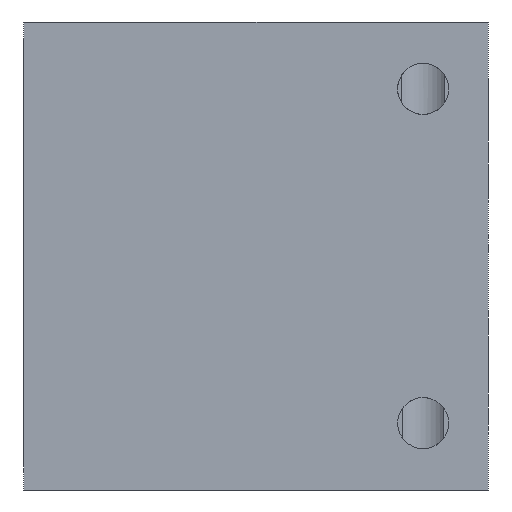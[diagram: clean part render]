
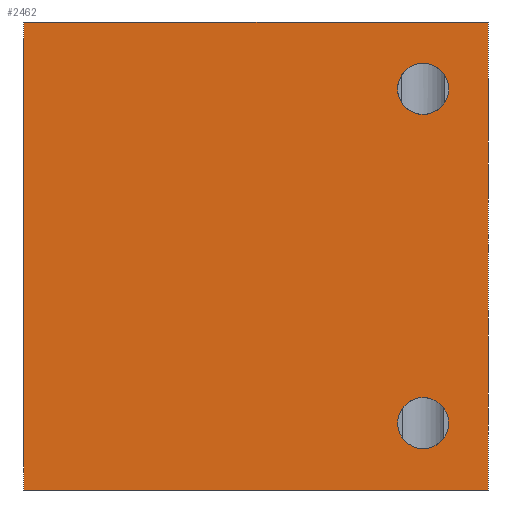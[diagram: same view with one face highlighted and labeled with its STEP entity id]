
A CAD part, front view. The second image highlights one B-rep face of the part: STEP entity #2462.
In plain terms, the highlighted planar face has unit normal (0, -1, 0).
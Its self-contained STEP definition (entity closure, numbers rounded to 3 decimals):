
#61=LINE('',#3807,#277);
#75=LINE('',#3834,#291);
#91=LINE('',#3870,#307);
#109=LINE('',#3987,#325);
#277=VECTOR('',#2966,1000.);
#291=VECTOR('',#2982,1000.);
#307=VECTOR('',#3006,1000.);
#325=VECTOR('',#3110,1000.);
#473=PLANE('',#2682);
#704=ORIENTED_EDGE('',*,*,#1389,.F.);
#705=ORIENTED_EDGE('',*,*,#1390,.F.);
#706=ORIENTED_EDGE('',*,*,#1299,.T.);
#707=ORIENTED_EDGE('',*,*,#1391,.F.);
#708=ORIENTED_EDGE('',*,*,#1313,.F.);
#709=ORIENTED_EDGE('',*,*,#1332,.T.);
#1299=EDGE_CURVE('',#1647,#1646,#61,.T.);
#1313=EDGE_CURVE('',#1658,#1659,#75,.T.);
#1332=EDGE_CURVE('',#1658,#1647,#91,.T.);
#1389=EDGE_CURVE('',#1729,#1729,#1903,.F.);
#1390=EDGE_CURVE('',#1730,#1730,#1904,.F.);
#1391=EDGE_CURVE('',#1659,#1646,#109,.T.);
#1646=VERTEX_POINT('',#3806);
#1647=VERTEX_POINT('',#3808);
#1658=VERTEX_POINT('',#3833);
#1659=VERTEX_POINT('',#3835);
#1729=VERTEX_POINT('',#3984);
#1730=VERTEX_POINT('',#3986);
#1903=CIRCLE('',#2683,2.75);
#1904=CIRCLE('',#2684,2.75);
#2011=EDGE_LOOP('',(#704));
#2012=EDGE_LOOP('',(#705));
#2013=EDGE_LOOP('',(#706,#707,#708,#709));
#2223=FACE_BOUND('',#2011,.T.);
#2224=FACE_BOUND('',#2012,.T.);
#2225=FACE_BOUND('',#2013,.T.);
#2462=ADVANCED_FACE('',(#2223,#2224,#2225),#473,.F.);
#2682=AXIS2_PLACEMENT_3D('',#3982,#3104,#3105);
#2683=AXIS2_PLACEMENT_3D('',#3983,#3106,#3107);
#2684=AXIS2_PLACEMENT_3D('',#3985,#3108,#3109);
#2966=DIRECTION('',(1.,0.,0.));
#2982=DIRECTION('',(1.,0.,0.));
#3006=DIRECTION('',(0.,0.,-1.));
#3104=DIRECTION('',(0.,1.,0.));
#3105=DIRECTION('',(0.,0.,1.));
#3106=DIRECTION('',(0.,1.,0.));
#3107=DIRECTION('',(0.,0.,1.));
#3108=DIRECTION('',(0.,1.,0.));
#3109=DIRECTION('',(0.,0.,1.));
#3110=DIRECTION('',(0.,0.,-1.));
#3806=CARTESIAN_POINT('',(25.,0.,-25.2));
#3807=CARTESIAN_POINT('',(-25.,0.,-25.2));
#3808=CARTESIAN_POINT('',(-25.,0.,-25.2));
#3833=CARTESIAN_POINT('',(-25.,0.,25.2));
#3834=CARTESIAN_POINT('',(-25.,0.,25.2));
#3835=CARTESIAN_POINT('',(25.,0.,25.2));
#3870=CARTESIAN_POINT('',(-25.,0.,25.2));
#3982=CARTESIAN_POINT('',(-25.,0.,25.2));
#3983=CARTESIAN_POINT('',(18.,0.,18.));
#3984=CARTESIAN_POINT('',(18.,0.,20.75));
#3985=CARTESIAN_POINT('',(18.,0.,-18.));
#3986=CARTESIAN_POINT('',(18.,0.,-15.25));
#3987=CARTESIAN_POINT('',(25.,0.,25.2));
